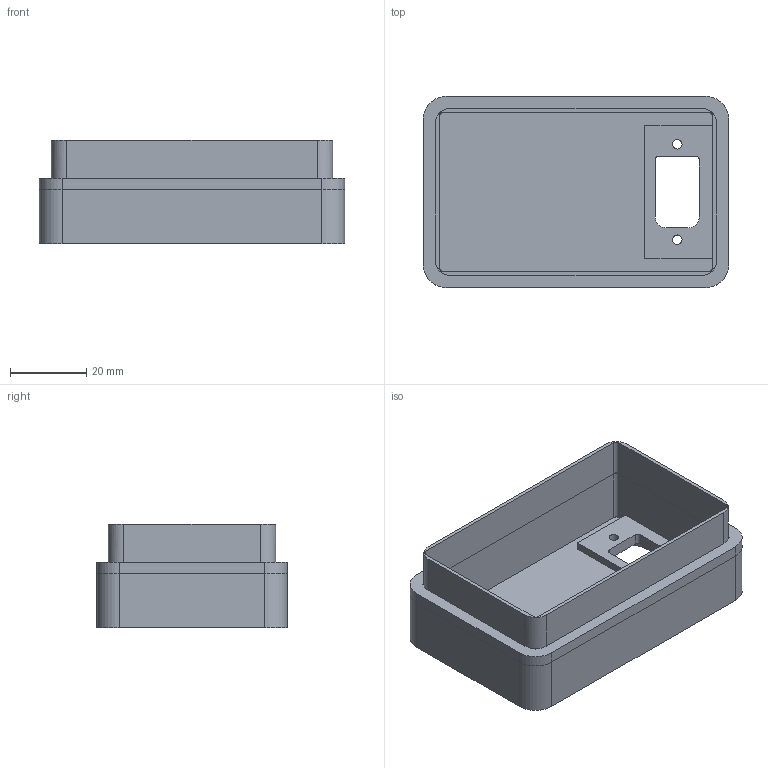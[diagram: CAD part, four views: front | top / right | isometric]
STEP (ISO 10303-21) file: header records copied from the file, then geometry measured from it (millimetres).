
FILE_DESCRIPTION(('FreeCAD Model'),'2;1');
FILE_NAME('Open CASCADE Shape Model','2024-09-09T17:24:54',(''),(''), 'Open CASCADE STEP processor 7.6','FreeCAD','Unknown');
FILE_SCHEMA(('AUTOMOTIVE_DESIGN { 1 0 10303 214 1 1 1 1 }'));
Length unit declared in the file: millimetre
Products named in the file (1): bot plate 2.1
Bounding box: 80 x 50 x 27.2 mm (x, y, z)
Surface area: 19958.6 mm2 (no closed solid volume)
Topology: 0 solids, 1 shells, 94 faces, 259 edges, 168 vertices
Faces by surface type: plane 55, cylinder 39
Full cylindrical faces by diameter (mm): 2.5 x2
Entity records: 3033 total; most frequent: DIRECTION 539, CARTESIAN_POINT 522, ORIENTED_EDGE 506, EDGE_CURVE 259, AXIS2_PLACEMENT_3D 185, LINE 169, VECTOR 169, VERTEX_POINT 168
